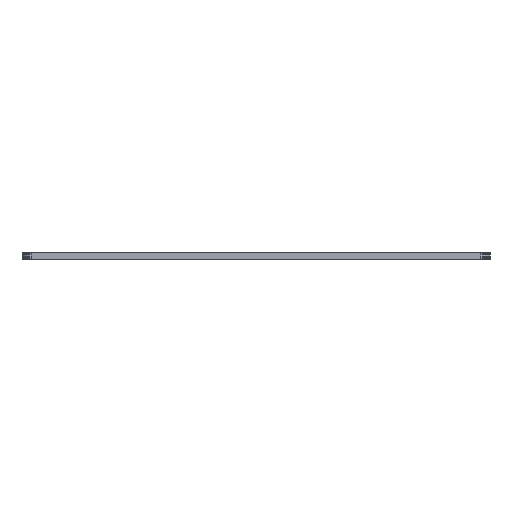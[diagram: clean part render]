
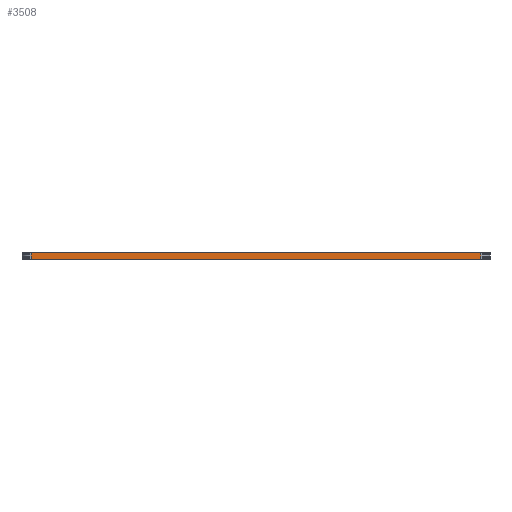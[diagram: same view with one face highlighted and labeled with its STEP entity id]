
A CAD part, left-side view. The second image highlights one B-rep face of the part: STEP entity #3508.
In plain terms, the highlighted planar face has unit normal (-1, 0, 0).
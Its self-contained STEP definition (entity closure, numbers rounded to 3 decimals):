
#90 = PLANE('',#91);
#91 = AXIS2_PLACEMENT_3D('',#92,#93,#94);
#92 = CARTESIAN_POINT('',(87.812,-122.04,1.5));
#93 = DIRECTION('',(-0.,-0.,-1.));
#94 = DIRECTION('',(-1.,0.,0.));
#144 = PLANE('',#145);
#145 = AXIS2_PLACEMENT_3D('',#146,#147,#148);
#146 = CARTESIAN_POINT('',(87.812,-122.04,0.));
#147 = DIRECTION('',(-0.,-0.,-1.));
#148 = DIRECTION('',(-1.,0.,0.));
#1177 = VERTEX_POINT('',#1178);
#1178 = CARTESIAN_POINT('',(46.811,-171.803,0.));
#1192 = PLANE('',#1193);
#1193 = AXIS2_PLACEMENT_3D('',#1194,#1195,#1196);
#1194 = CARTESIAN_POINT('',(46.831,-172.088,0.));
#1195 = DIRECTION('',(-0.997,-0.071,0.));
#1196 = DIRECTION('',(-0.071,0.997,0.));
#1204 = EDGE_CURVE('',#1177,#1205,#1207,.T.);
#1205 = VERTEX_POINT('',#1206);
#1206 = CARTESIAN_POINT('',(46.811,-72.29,0.));
#1207 = SURFACE_CURVE('',#1208,(#1212,#1219),.PCURVE_S1.);
#1208 = LINE('',#1209,#1210);
#1209 = CARTESIAN_POINT('',(46.811,-171.803,0.));
#1210 = VECTOR('',#1211,1.);
#1211 = DIRECTION('',(0.,1.,0.));
#1212 = PCURVE('',#144,#1213);
#1213 = DEFINITIONAL_REPRESENTATION('',(#1214),#1218);
#1214 = LINE('',#1215,#1216);
#1215 = CARTESIAN_POINT('',(41.001,-49.763));
#1216 = VECTOR('',#1217,1.);
#1217 = DIRECTION('',(0.,1.));
#1218 = ( GEOMETRIC_REPRESENTATION_CONTEXT(2) 
PARAMETRIC_REPRESENTATION_CONTEXT() REPRESENTATION_CONTEXT('2D SPACE',''
  ) );
#1219 = PCURVE('',#1220,#1225);
#1220 = PLANE('',#1221);
#1221 = AXIS2_PLACEMENT_3D('',#1222,#1223,#1224);
#1222 = CARTESIAN_POINT('',(46.811,-171.803,0.));
#1223 = DIRECTION('',(-1.,0.,0.));
#1224 = DIRECTION('',(0.,1.,0.));
#1225 = DEFINITIONAL_REPRESENTATION('',(#1226),#1230);
#1226 = LINE('',#1227,#1228);
#1227 = CARTESIAN_POINT('',(0.,0.));
#1228 = VECTOR('',#1229,1.);
#1229 = DIRECTION('',(1.,0.));
#1230 = ( GEOMETRIC_REPRESENTATION_CONTEXT(2) 
PARAMETRIC_REPRESENTATION_CONTEXT() REPRESENTATION_CONTEXT('2D SPACE',''
  ) );
#1248 = PLANE('',#1249);
#1249 = AXIS2_PLACEMENT_3D('',#1250,#1251,#1252);
#1250 = CARTESIAN_POINT('',(46.811,-72.29,0.));
#1251 = DIRECTION('',(-0.997,0.071,0.));
#1252 = DIRECTION('',(0.071,0.997,0.));
#2421 = VERTEX_POINT('',#2422);
#2422 = CARTESIAN_POINT('',(46.811,-171.803,1.5));
#2443 = EDGE_CURVE('',#2421,#2444,#2446,.T.);
#2444 = VERTEX_POINT('',#2445);
#2445 = CARTESIAN_POINT('',(46.811,-72.29,1.5));
#2446 = SURFACE_CURVE('',#2447,(#2451,#2458),.PCURVE_S1.);
#2447 = LINE('',#2448,#2449);
#2448 = CARTESIAN_POINT('',(46.811,-171.803,1.5));
#2449 = VECTOR('',#2450,1.);
#2450 = DIRECTION('',(0.,1.,0.));
#2451 = PCURVE('',#90,#2452);
#2452 = DEFINITIONAL_REPRESENTATION('',(#2453),#2457);
#2453 = LINE('',#2454,#2455);
#2454 = CARTESIAN_POINT('',(41.001,-49.763));
#2455 = VECTOR('',#2456,1.);
#2456 = DIRECTION('',(0.,1.));
#2457 = ( GEOMETRIC_REPRESENTATION_CONTEXT(2) 
PARAMETRIC_REPRESENTATION_CONTEXT() REPRESENTATION_CONTEXT('2D SPACE',''
  ) );
#2458 = PCURVE('',#1220,#2459);
#2459 = DEFINITIONAL_REPRESENTATION('',(#2460),#2464);
#2460 = LINE('',#2461,#2462);
#2461 = CARTESIAN_POINT('',(0.,-1.5));
#2462 = VECTOR('',#2463,1.);
#2463 = DIRECTION('',(1.,0.));
#2464 = ( GEOMETRIC_REPRESENTATION_CONTEXT(2) 
PARAMETRIC_REPRESENTATION_CONTEXT() REPRESENTATION_CONTEXT('2D SPACE',''
  ) );
#3458 = EDGE_CURVE('',#1205,#2444,#3459,.T.);
#3459 = SURFACE_CURVE('',#3460,(#3464,#3471),.PCURVE_S1.);
#3460 = LINE('',#3461,#3462);
#3461 = CARTESIAN_POINT('',(46.811,-72.29,0.));
#3462 = VECTOR('',#3463,1.);
#3463 = DIRECTION('',(0.,0.,1.));
#3464 = PCURVE('',#1248,#3465);
#3465 = DEFINITIONAL_REPRESENTATION('',(#3466),#3470);
#3466 = LINE('',#3467,#3468);
#3467 = CARTESIAN_POINT('',(0.,0.));
#3468 = VECTOR('',#3469,1.);
#3469 = DIRECTION('',(0.,-1.));
#3470 = ( GEOMETRIC_REPRESENTATION_CONTEXT(2) 
PARAMETRIC_REPRESENTATION_CONTEXT() REPRESENTATION_CONTEXT('2D SPACE',''
  ) );
#3471 = PCURVE('',#1220,#3472);
#3472 = DEFINITIONAL_REPRESENTATION('',(#3473),#3477);
#3473 = LINE('',#3474,#3475);
#3474 = CARTESIAN_POINT('',(99.513,0.));
#3475 = VECTOR('',#3476,1.);
#3476 = DIRECTION('',(0.,-1.));
#3477 = ( GEOMETRIC_REPRESENTATION_CONTEXT(2) 
PARAMETRIC_REPRESENTATION_CONTEXT() REPRESENTATION_CONTEXT('2D SPACE',''
  ) );
#3508 = ADVANCED_FACE('',(#3509),#1220,.T.);
#3509 = FACE_BOUND('',#3510,.T.);
#3510 = EDGE_LOOP('',(#3511,#3532,#3533,#3534));
#3511 = ORIENTED_EDGE('',*,*,#3512,.T.);
#3512 = EDGE_CURVE('',#1177,#2421,#3513,.T.);
#3513 = SURFACE_CURVE('',#3514,(#3518,#3525),.PCURVE_S1.);
#3514 = LINE('',#3515,#3516);
#3515 = CARTESIAN_POINT('',(46.811,-171.803,0.));
#3516 = VECTOR('',#3517,1.);
#3517 = DIRECTION('',(0.,0.,1.));
#3518 = PCURVE('',#1220,#3519);
#3519 = DEFINITIONAL_REPRESENTATION('',(#3520),#3524);
#3520 = LINE('',#3521,#3522);
#3521 = CARTESIAN_POINT('',(0.,0.));
#3522 = VECTOR('',#3523,1.);
#3523 = DIRECTION('',(0.,-1.));
#3524 = ( GEOMETRIC_REPRESENTATION_CONTEXT(2) 
PARAMETRIC_REPRESENTATION_CONTEXT() REPRESENTATION_CONTEXT('2D SPACE',''
  ) );
#3525 = PCURVE('',#1192,#3526);
#3526 = DEFINITIONAL_REPRESENTATION('',(#3527),#3531);
#3527 = LINE('',#3528,#3529);
#3528 = CARTESIAN_POINT('',(0.285,0.));
#3529 = VECTOR('',#3530,1.);
#3530 = DIRECTION('',(0.,-1.));
#3531 = ( GEOMETRIC_REPRESENTATION_CONTEXT(2) 
PARAMETRIC_REPRESENTATION_CONTEXT() REPRESENTATION_CONTEXT('2D SPACE',''
  ) );
#3532 = ORIENTED_EDGE('',*,*,#2443,.T.);
#3533 = ORIENTED_EDGE('',*,*,#3458,.F.);
#3534 = ORIENTED_EDGE('',*,*,#1204,.F.);
